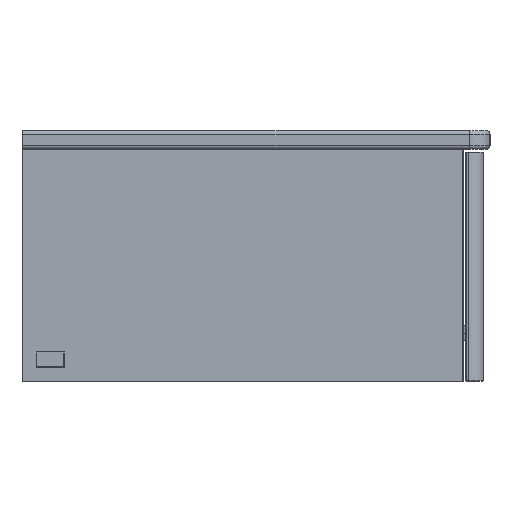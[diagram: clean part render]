
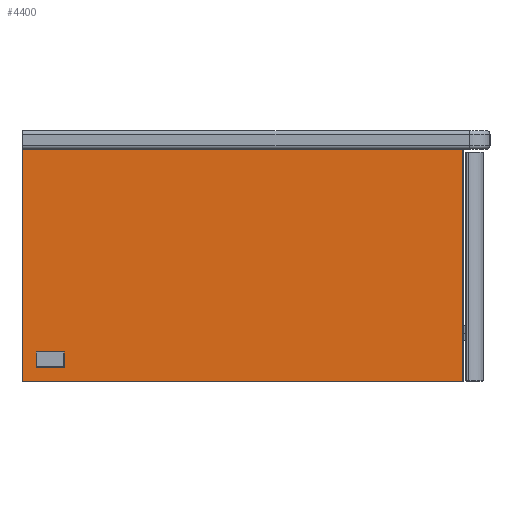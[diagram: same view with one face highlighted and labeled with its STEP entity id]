
A CAD part, left-side view. The second image highlights one B-rep face of the part: STEP entity #4400.
In plain terms, the highlighted planar face has unit normal (-1, 0, 0).
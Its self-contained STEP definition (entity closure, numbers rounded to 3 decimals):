
#4327=CARTESIAN_POINT('',(51318.755,-7129.495,170.0));
#4328=VERTEX_POINT('',#4327);
#4335=CARTESIAN_POINT('',(51318.755,-7600.495,170.0));
#4336=VERTEX_POINT('',#4335);
#4337=CARTESIAN_POINT('',(51318.755,-7129.495,170.0));
#4338=DIRECTION('',(0.0,-1.0,0.0));
#4339=VECTOR('',#4338,471.);
#4340=LINE('',#4337,#4339);
#4341=EDGE_CURVE('',#4328,#4336,#4340,.T.);
#4359=CARTESIAN_POINT('',(51318.755,-7600.495,-78.0));
#4360=VERTEX_POINT('',#4359);
#4361=CARTESIAN_POINT('',(51318.755,-7600.495,170.0));
#4362=DIRECTION('',(0.0,0.0,-1.0));
#4363=VECTOR('',#4362,248.0);
#4364=LINE('',#4361,#4363);
#4365=EDGE_CURVE('',#4336,#4360,#4364,.T.);
#4377=CARTESIAN_POINT('',(51318.755,-7364.995,-78.001));
#4378=DIRECTION('',(-1.0,0.0,0.0));
#4379=DIRECTION('',(0.0,0.0,1.0));
#4380=AXIS2_PLACEMENT_3D('',#4377,#4378,#4379);
#4381=PLANE('',#4380);
#4382=ORIENTED_EDGE('',*,*,#4365,.F.);
#4383=ORIENTED_EDGE('',*,*,#4341,.F.);
#4384=CARTESIAN_POINT('',(51318.755,-7129.495,-78.0));
#4385=VERTEX_POINT('',#4384);
#4386=CARTESIAN_POINT('',(51318.755,-7129.495,-78.0));
#4387=DIRECTION('',(0.0,0.0,1.0));
#4388=VECTOR('',#4387,248.0);
#4389=LINE('',#4386,#4388);
#4390=EDGE_CURVE('',#4385,#4328,#4389,.T.);
#4391=ORIENTED_EDGE('',*,*,#4390,.F.);
#4392=CARTESIAN_POINT('',(51318.755,-7129.495,-78.0));
#4393=DIRECTION('',(0.0,-1.0,0.0));
#4394=VECTOR('',#4393,471.);
#4395=LINE('',#4392,#4394);
#4396=EDGE_CURVE('',#4385,#4360,#4395,.T.);
#4397=ORIENTED_EDGE('',*,*,#4396,.T.);
#4398=EDGE_LOOP('',(#4382,#4383,#4391,#4397));
#4399=FACE_OUTER_BOUND('',#4398,.T.);
#4400=ADVANCED_FACE('',(#4399),#4381,.T.);
